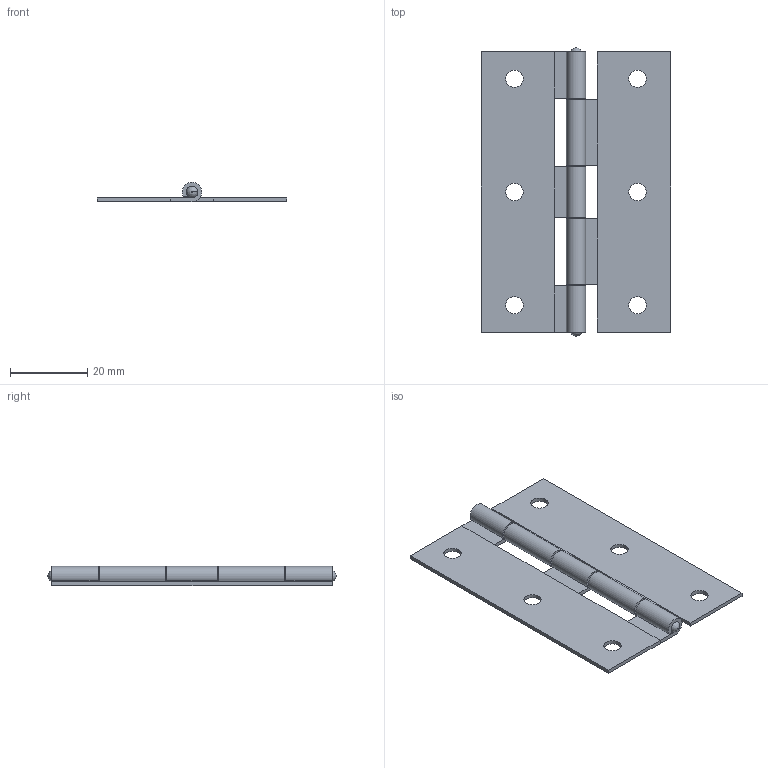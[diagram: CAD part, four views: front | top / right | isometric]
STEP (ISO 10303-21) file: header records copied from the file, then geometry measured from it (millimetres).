
FILE_DESCRIPTION(('FreeCAD Model'),'2;1');
FILE_NAME('door hinge.stp','2015-05-02T16:42:42' ,('Author'),(''),'Open CASCADE STEP processor 6.8','FreeCAD','Unknown' );
FILE_SCHEMA(('AUTOMOTIVE_DESIGN_CC2 { 1 2 10303 214 -1 1 5 4 }'));
Length unit declared in the file: millimetre
Products named in the file (3): Side_1; Side_2; rod
Bounding box: 49 x 74.7 x 5 mm (x, y, z)
Volume: 4332.3 mm3; surface area: 8995.8 mm2
Topology: 3 solids, 3 shells, 63 faces, 149 edges, 92 vertices
Faces by surface type: plane 42, cylinder 17, bspline 4
Full cylindrical faces by diameter (mm): 3 x1, 4.5 x6
Entity records: 3945 total; most frequent: CARTESIAN_POINT 835, DIRECTION 571, LINE 355, VECTOR 355, ORIENTED_EDGE 298, PCURVE 298, DEFINITIONAL_REPRESENTATION 298, EDGE_CURVE 149
